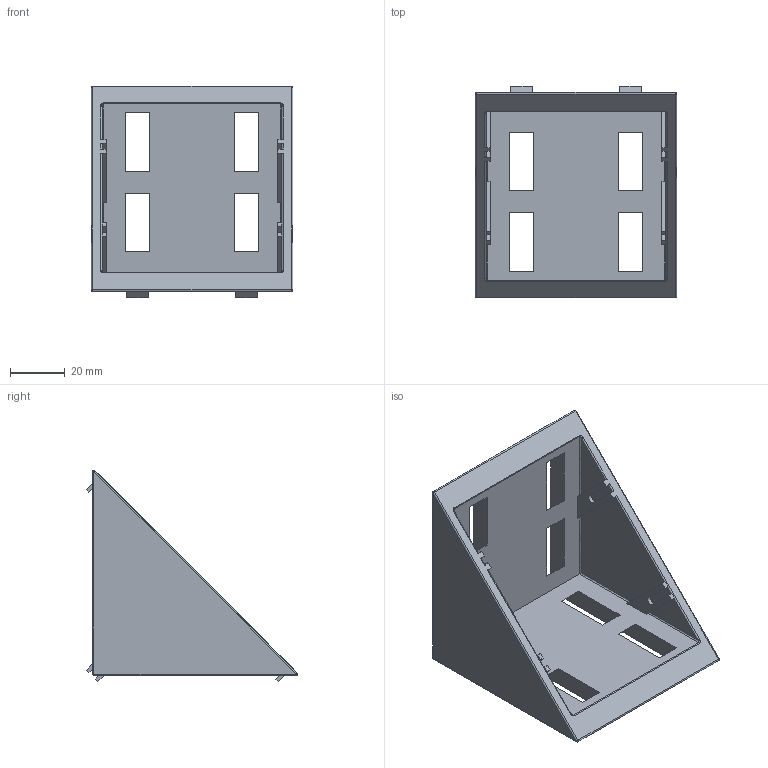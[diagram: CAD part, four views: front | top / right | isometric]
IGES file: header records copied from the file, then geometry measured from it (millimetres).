
Global section: file name: 307476.stp.ipt; native system: Autodesk Inventor 2014; preprocessor: unknown; author: zeman; date: 20151020.095912; units: millimetre
Bounding box: 74 x 77.6 x 77.6 mm (x, y, z)
Volume: 61488.8 mm3; surface area: 35885.9 mm2
Topology: 1 solids, 1 shells, 292 faces, 753 edges, 486 vertices
Faces by surface type: plane 251, cylinder 19, revolution 12, sphere 6, bspline 4
